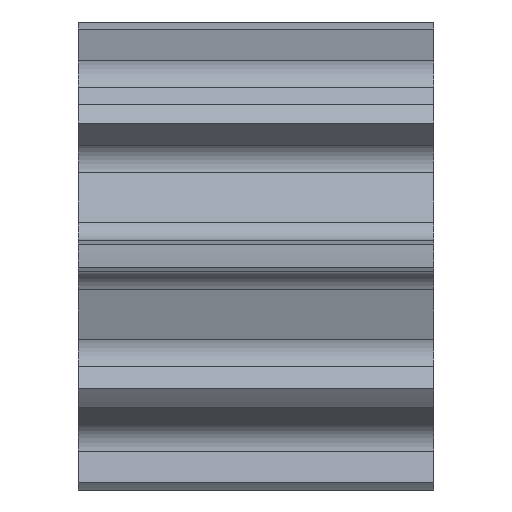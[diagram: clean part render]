
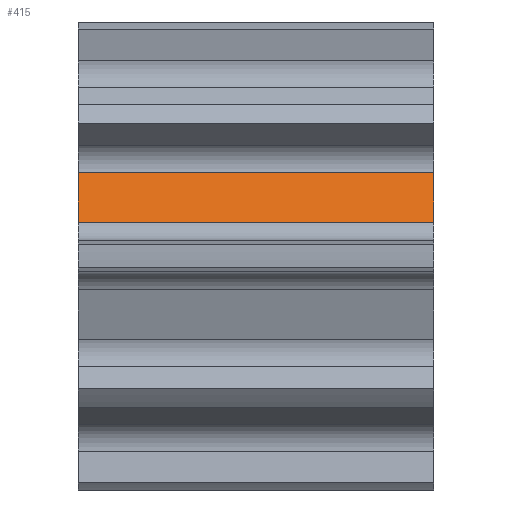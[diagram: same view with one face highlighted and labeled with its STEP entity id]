
A CAD part, left-side view. The second image highlights one B-rep face of the part: STEP entity #415.
In plain terms, the highlighted planar face has unit normal (-0.951, 0, 0.309).
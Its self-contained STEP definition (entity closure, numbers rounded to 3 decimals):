
#25 = VERTEX_POINT ( 'NONE', #1091 ) ;
#31 = EDGE_CURVE ( 'NONE', #1978, #1818, #1636, .T. ) ;
#157 = FACE_OUTER_BOUND ( 'NONE', #253, .T. ) ;
#253 = EDGE_LOOP ( 'NONE', ( #1989, #1968, #2078, #1126 ) ) ;
#312 = VECTOR ( 'NONE', #585, 1000. ) ;
#335 = CARTESIAN_POINT ( 'NONE',  ( -3.547, 0., 0.637 ) ) ;
#353 = EDGE_CURVE ( 'NONE', #25, #409, #1110, .T. ) ;
#392 = VECTOR ( 'NONE', #1070, 1000. ) ;
#408 = CARTESIAN_POINT ( 'NONE',  ( -3.244, 0., 1.569 ) ) ;
#409 = VERTEX_POINT ( 'NONE', #1201 ) ;
#415 = ADVANCED_FACE ( 'NONE', ( #157 ), #2004, .F. ) ;
#495 = EDGE_CURVE ( 'NONE', #1978, #409, #828, .T. ) ;
#551 = DIRECTION ( 'NONE',  ( -0.309, 0., -0.951 ) ) ;
#585 = DIRECTION ( 'NONE',  ( 0., 1., 0. ) ) ;
#646 = VECTOR ( 'NONE', #1186, 1000. ) ;
#689 = AXIS2_PLACEMENT_3D ( 'NONE', #2010, #1414, #551 ) ;
#828 = LINE ( 'NONE', #1896, #392 ) ;
#977 = CARTESIAN_POINT ( 'NONE',  ( -3.145, 6.7, 1.872 ) ) ;
#1070 = DIRECTION ( 'NONE',  ( -0.309, 0., -0.951 ) ) ;
#1091 = CARTESIAN_POINT ( 'NONE',  ( -3.547, 6.7, 0.637 ) ) ;
#1110 = LINE ( 'NONE', #335, #646 ) ;
#1126 = ORIENTED_EDGE ( 'NONE', *, *, #31, .T. ) ;
#1186 = DIRECTION ( 'NONE',  ( 0., -1., 0. ) ) ;
#1194 = EDGE_CURVE ( 'NONE', #1818, #25, #1203, .T. ) ;
#1201 = CARTESIAN_POINT ( 'NONE',  ( -3.547, 0., 0.637 ) ) ;
#1203 = LINE ( 'NONE', #977, #1232 ) ;
#1232 = VECTOR ( 'NONE', #1981, 1000. ) ;
#1414 = DIRECTION ( 'NONE',  ( 0.951, 0., -0.309 ) ) ;
#1583 = CARTESIAN_POINT ( 'NONE',  ( -3.244, 6.7, 1.569 ) ) ;
#1636 = LINE ( 'NONE', #1583, #312 ) ;
#1711 = CARTESIAN_POINT ( 'NONE',  ( -3.244, 6.7, 1.569 ) ) ;
#1818 = VERTEX_POINT ( 'NONE', #1711 ) ;
#1896 = CARTESIAN_POINT ( 'NONE',  ( -3.145, 0., 1.872 ) ) ;
#1968 = ORIENTED_EDGE ( 'NONE', *, *, #353, .T. ) ;
#1978 = VERTEX_POINT ( 'NONE', #408 ) ;
#1981 = DIRECTION ( 'NONE',  ( -0.309, 0., -0.951 ) ) ;
#1989 = ORIENTED_EDGE ( 'NONE', *, *, #1194, .T. ) ;
#2004 = PLANE ( 'NONE',  #689 ) ;
#2010 = CARTESIAN_POINT ( 'NONE',  ( -3.145, 0., 1.872 ) ) ;
#2078 = ORIENTED_EDGE ( 'NONE', *, *, #495, .F. ) ;
